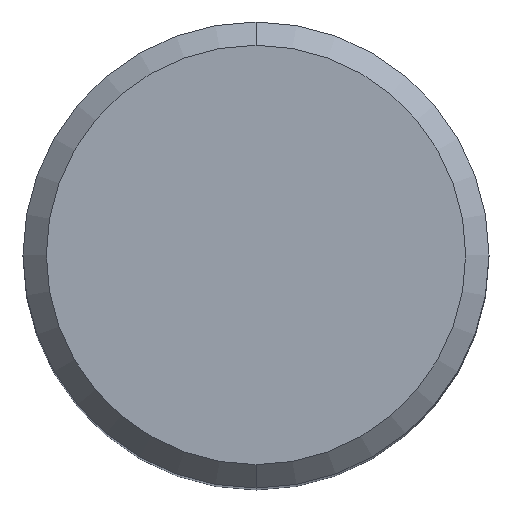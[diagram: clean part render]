
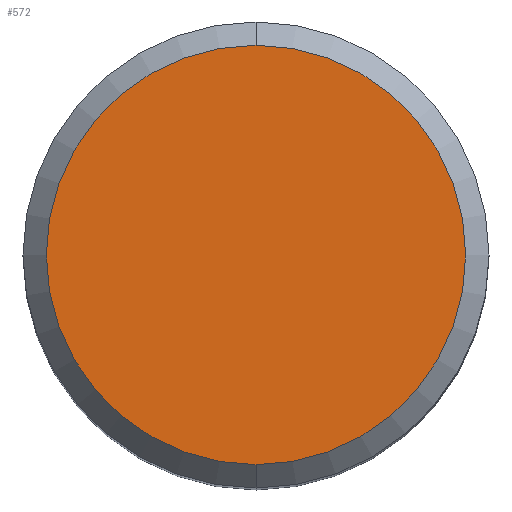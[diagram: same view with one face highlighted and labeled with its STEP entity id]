
A CAD part, top view. The second image highlights one B-rep face of the part: STEP entity #572.
In plain terms, the highlighted planar face has unit normal (0, 0, 1).
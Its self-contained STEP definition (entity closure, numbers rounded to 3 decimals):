
#540=EDGE_CURVE('',#756,#808,#1143,.T.);
#572=ADVANCED_FACE('',(#1177),#1178,.T.);
#714=EDGE_CURVE('',#808,#756,#1333,.T.);
#756=VERTEX_POINT('',#1376);
#808=VERTEX_POINT('',#1435);
#1143=CIRCLE('',#4566,9.0);
#1177=FACE_OUTER_BOUND('',#4721,.T.);
#1178=PLANE('',#4722);
#1333=CIRCLE('',#5370,9.0);
#1376=CARTESIAN_POINT('',(0.0,9.0,0.0));
#1435=CARTESIAN_POINT('',(0.,-9.0,0.0));
#4566=AXIS2_PLACEMENT_3D('',#8321,#8322,#8323);
#4721=EDGE_LOOP('',(#8348,#8349));
#4722=AXIS2_PLACEMENT_3D('',#8350,#8351,#8352);
#5370=AXIS2_PLACEMENT_3D('',#8487,#8488,#8489);
#8321=CARTESIAN_POINT('',(0.0,0.0,0.0));
#8322=DIRECTION('',(0.0,0.0,-1.0));
#8323=DIRECTION('',(0.0,1.0,0.0));
#8348=ORIENTED_EDGE('',*,*,#540,.F.);
#8349=ORIENTED_EDGE('',*,*,#714,.F.);
#8350=CARTESIAN_POINT('',(0.0,4.5,0.0));
#8351=DIRECTION('',(-0.0,0.0,1.0));
#8352=DIRECTION('',(0.0,-1.0,0.0));
#8487=CARTESIAN_POINT('',(0.0,0.0,0.0));
#8488=DIRECTION('',(0.0,0.0,-1.0));
#8489=DIRECTION('',(0.0,1.0,0.0));
